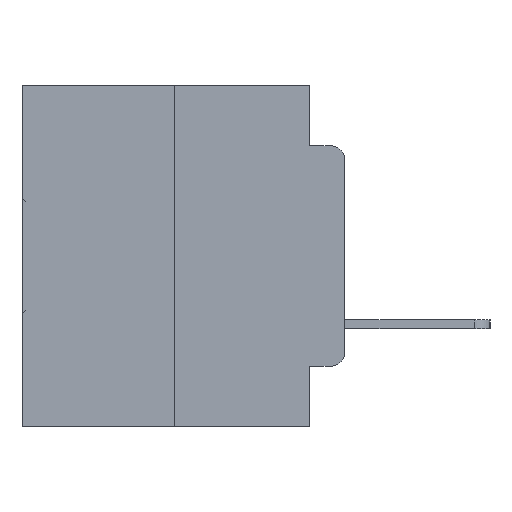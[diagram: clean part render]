
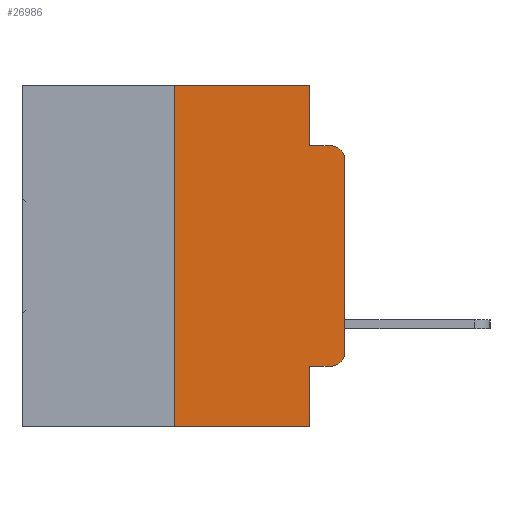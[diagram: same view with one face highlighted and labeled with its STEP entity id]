
A CAD part, left-side view. The second image highlights one B-rep face of the part: STEP entity #26986.
In plain terms, the highlighted planar face has unit normal (-1, 0, 0).
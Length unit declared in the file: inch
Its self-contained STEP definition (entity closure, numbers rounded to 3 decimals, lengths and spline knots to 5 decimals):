
#643 = LINE ( 'NONE', #17348, #18757 ) ;
#1425 = DIRECTION ( 'NONE',  ( 0., -1., 0. ) ) ;
#1426 = VERTEX_POINT ( 'NONE', #14503 ) ;
#1859 = PLANE ( 'NONE',  #17666 ) ;
#2319 = ORIENTED_EDGE ( 'NONE', *, *, #19466, .F. ) ;
#2969 = CARTESIAN_POINT ( 'NONE',  ( 0., 0.02, -0.1085 ) ) ;
#3277 = CARTESIAN_POINT ( 'NONE',  ( 0., 0., -0.1085 ) ) ;
#3834 = ORIENTED_EDGE ( 'NONE', *, *, #10422, .F. ) ;
#4128 = VECTOR ( 'NONE', #7537, 39.37008 ) ;
#4179 = DIRECTION ( 'NONE',  ( 0., 0., -1. ) ) ;
#4293 = CARTESIAN_POINT ( 'NONE',  ( 0., 0.473, 0. ) ) ;
#4894 = LINE ( 'NONE', #23567, #4128 ) ;
#5445 = DIRECTION ( 'NONE',  ( 0., 0., -1. ) ) ;
#5667 = DIRECTION ( 'NONE',  ( 0., -1., 0. ) ) ;
#5759 = CARTESIAN_POINT ( 'NONE',  ( 0., 0., 0. ) ) ;
#6270 = VERTEX_POINT ( 'NONE', #26532 ) ;
#6506 = CARTESIAN_POINT ( 'NONE',  ( 0., 0.051, -0.4115 ) ) ;
#6761 = DIRECTION ( 'NONE',  ( 1., 0., 0. ) ) ;
#6879 = CARTESIAN_POINT ( 'NONE',  ( 0., 0.051, 0. ) ) ;
#6958 = LINE ( 'NONE', #13773, #11064 ) ;
#7314 = ORIENTED_EDGE ( 'NONE', *, *, #27245, .F. ) ;
#7537 = DIRECTION ( 'NONE',  ( 0., 0., -1. ) ) ;
#7801 = CARTESIAN_POINT ( 'NONE',  ( 0., 0.051, -0.0885 ) ) ;
#7941 = LINE ( 'NONE', #11028, #12744 ) ;
#8812 = VERTEX_POINT ( 'NONE', #27156 ) ;
#9752 = FACE_OUTER_BOUND ( 'NONE', #10494, .T. ) ;
#10119 = VECTOR ( 'NONE', #27931, 39.37008 ) ;
#10422 = EDGE_CURVE ( 'NONE', #26085, #13954, #4894, .T. ) ;
#10494 = EDGE_LOOP ( 'NONE', ( #18199, #24813, #7314, #20293, #26158, #2319, #27556, #3834, #17121, #12490 ) ) ;
#11028 = CARTESIAN_POINT ( 'NONE',  ( 0., 0.473, 0. ) ) ;
#11064 = VECTOR ( 'NONE', #4179, 39.37008 ) ;
#12152 = DIRECTION ( 'NONE',  ( -1., 0., 0. ) ) ;
#12480 = CARTESIAN_POINT ( 'NONE',  ( 0., 0.051, -0.5 ) ) ;
#12490 = ORIENTED_EDGE ( 'NONE', *, *, #25110, .T. ) ;
#12703 = VERTEX_POINT ( 'NONE', #3277 ) ;
#12744 = VECTOR ( 'NONE', #1425, 39.37008 ) ;
#13144 = CIRCLE ( 'NONE', #16308, 0.02 ) ;
#13596 = DIRECTION ( 'NONE',  ( 0., 0., 1. ) ) ;
#13773 = CARTESIAN_POINT ( 'NONE',  ( 0., 0.051, 0. ) ) ;
#13869 = LINE ( 'NONE', #5759, #19199 ) ;
#13954 = VERTEX_POINT ( 'NONE', #12480 ) ;
#13980 = VERTEX_POINT ( 'NONE', #28233 ) ;
#14110 = VECTOR ( 'NONE', #28218, 39.37008 ) ;
#14503 = CARTESIAN_POINT ( 'NONE',  ( 0., 0.25, 0. ) ) ;
#15763 = VERTEX_POINT ( 'NONE', #20662 ) ;
#16254 = EDGE_CURVE ( 'NONE', #19597, #6270, #6958, .T. ) ;
#16308 = AXIS2_PLACEMENT_3D ( 'NONE', #25628, #12152, #27829 ) ;
#17121 = ORIENTED_EDGE ( 'NONE', *, *, #27185, .T. ) ;
#17348 = CARTESIAN_POINT ( 'NONE',  ( 0., 0.473, -0.5 ) ) ;
#17666 = AXIS2_PLACEMENT_3D ( 'NONE', #4293, #6761, #22882 ) ;
#17936 = CARTESIAN_POINT ( 'NONE',  ( 0., 0.02, -0.4115 ) ) ;
#18199 = ORIENTED_EDGE ( 'NONE', *, *, #23763, .T. ) ;
#18517 = VECTOR ( 'NONE', #13596, 39.37008 ) ;
#18757 = VECTOR ( 'NONE', #5667, 39.37008 ) ;
#19199 = VECTOR ( 'NONE', #24077, 39.37008 ) ;
#19422 = DIRECTION ( 'NONE',  ( -1., 0., 0. ) ) ;
#19466 = EDGE_CURVE ( 'NONE', #8812, #1426, #25788, .T. ) ;
#19597 = VERTEX_POINT ( 'NONE', #6879 ) ;
#20136 = LINE ( 'NONE', #7801, #14110 ) ;
#20183 = EDGE_CURVE ( 'NONE', #1426, #19597, #7941, .T. ) ;
#20246 = CIRCLE ( 'NONE', #26743, 0.02 ) ;
#20293 = ORIENTED_EDGE ( 'NONE', *, *, #16254, .F. ) ;
#20662 = CARTESIAN_POINT ( 'NONE',  ( 0., 0., -0.3915 ) ) ;
#22255 = LINE ( 'NONE', #23541, #10119 ) ;
#22882 = DIRECTION ( 'NONE',  ( 0., 0., -1. ) ) ;
#23541 = CARTESIAN_POINT ( 'NONE',  ( 0., 0.051, -0.4115 ) ) ;
#23567 = CARTESIAN_POINT ( 'NONE',  ( 0., 0.051, 0. ) ) ;
#23763 = EDGE_CURVE ( 'NONE', #15763, #12703, #13869, .T. ) ;
#24077 = DIRECTION ( 'NONE',  ( 0., 0., 1. ) ) ;
#24813 = ORIENTED_EDGE ( 'NONE', *, *, #25239, .T. ) ;
#24902 = CARTESIAN_POINT ( 'NONE',  ( 0., 0.25, 0. ) ) ;
#25110 = EDGE_CURVE ( 'NONE', #28254, #15763, #13144, .T. ) ;
#25239 = EDGE_CURVE ( 'NONE', #12703, #13980, #20246, .T. ) ;
#25628 = CARTESIAN_POINT ( 'NONE',  ( 0., 0.02, -0.3915 ) ) ;
#25788 = LINE ( 'NONE', #24902, #18517 ) ;
#26085 = VERTEX_POINT ( 'NONE', #6506 ) ;
#26158 = ORIENTED_EDGE ( 'NONE', *, *, #20183, .F. ) ;
#26532 = CARTESIAN_POINT ( 'NONE',  ( 0., 0.051, -0.0885 ) ) ;
#26743 = AXIS2_PLACEMENT_3D ( 'NONE', #2969, #19422, #5445 ) ;
#26986 = ADVANCED_FACE ( 'NONE', ( #9752 ), #1859, .F. ) ;
#27156 = CARTESIAN_POINT ( 'NONE',  ( 0., 0.25, -0.5 ) ) ;
#27185 = EDGE_CURVE ( 'NONE', #26085, #28254, #22255, .T. ) ;
#27245 = EDGE_CURVE ( 'NONE', #6270, #13980, #20136, .T. ) ;
#27314 = EDGE_CURVE ( 'NONE', #8812, #13954, #643, .T. ) ;
#27556 = ORIENTED_EDGE ( 'NONE', *, *, #27314, .T. ) ;
#27829 = DIRECTION ( 'NONE',  ( 0., 0., -1. ) ) ;
#27931 = DIRECTION ( 'NONE',  ( 0., -1., 0. ) ) ;
#28218 = DIRECTION ( 'NONE',  ( 0., -1., 0. ) ) ;
#28233 = CARTESIAN_POINT ( 'NONE',  ( 0., 0.02, -0.0885 ) ) ;
#28254 = VERTEX_POINT ( 'NONE', #17936 ) ;
